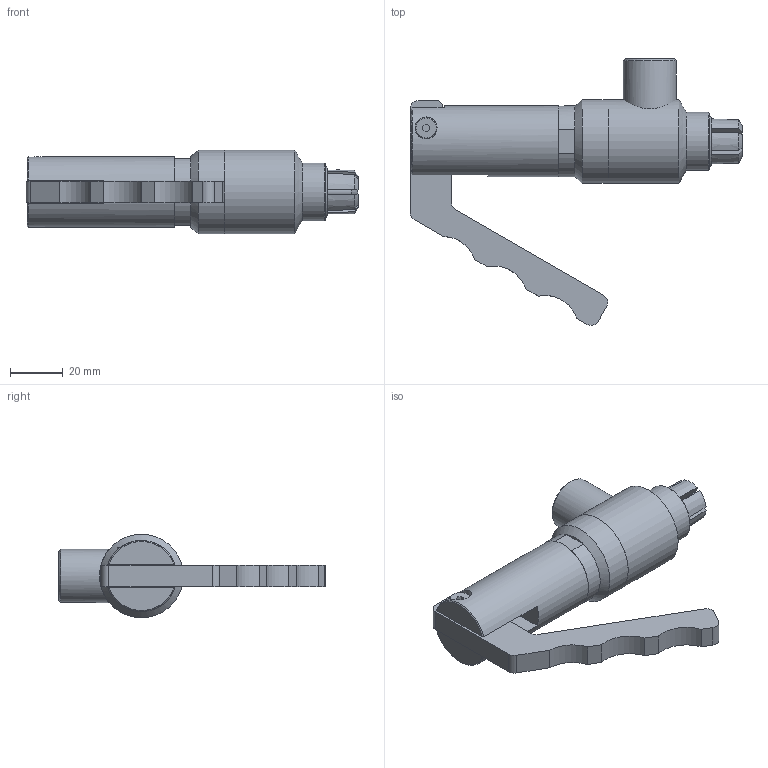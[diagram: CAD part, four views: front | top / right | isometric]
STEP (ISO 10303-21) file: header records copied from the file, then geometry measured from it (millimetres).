
FILE_DESCRIPTION(/* description */ (''),/* implementation_level */ '2;1');
FILE_NAME(/* name */ 'FNL-062065.stp',/* time_stamp */ '2014-04-29T13:08:13-05:00',/* author */ ('scottg'),/* organization */ ('FasTest,Inc.'),/* preprocessor_version */ 'ST-DEVELOPER v15.2',/* originating_system */ 'Autodesk Inventor 2014',/* authorisation */ '');
FILE_SCHEMA (('AUTOMOTIVE_DESIGN { 1 0 10303 214 3 1 1 }'));
Length unit declared in the file: inch
Products named in the file (1): FNL-062065
Bounding box: 125.88 x 101.09 x 31.75 mm (x, y, z)
Volume: 81652.2 mm3; surface area: 21862.2 mm2
Topology: 3 solids, 3 shells, 144 faces, 363 edges, 236 vertices
Faces by surface type: plane 86, cone 30, cylinder 26, torus 2
Full cylindrical faces by diameter (mm): 4.826 x2, 4.978 x1, 6.545 x1, 6.756 x1, 8.157 x1, 8.331 x1, 13.894 x1, 14.961 x1, 20.108 x1, 21.971 x1, 25.044 x1, 26.924 x1, 27.483 x1, 31.75 x2
Entity records: 4151 total; most frequent: CARTESIAN_POINT 887, DIRECTION 680, ORIENTED_EDGE 644, EDGE_CURVE 322, AXIS2_PLACEMENT_3D 261, VERTEX_POINT 224, EDGE_LOOP 188, LINE 158
